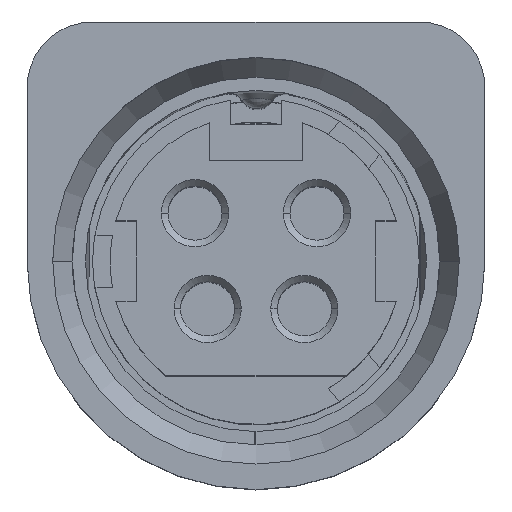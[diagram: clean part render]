
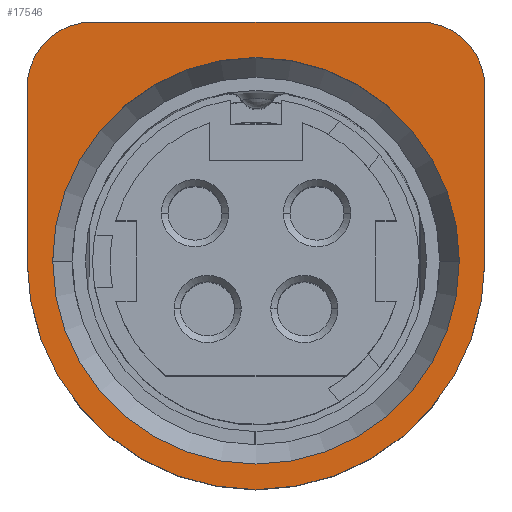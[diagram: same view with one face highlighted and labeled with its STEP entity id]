
A CAD part, top view. The second image highlights one B-rep face of the part: STEP entity #17546.
In plain terms, the highlighted planar face has unit normal (0, 0, 1).
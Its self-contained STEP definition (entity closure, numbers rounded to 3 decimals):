
#274 = CARTESIAN_POINT ( 'NONE',  ( 6.2, 0., 0. ) ) ;
#703 = EDGE_CURVE ( 'NONE', #3760, #15087, #1881, .T. ) ;
#1414 = ORIENTED_EDGE ( 'NONE', *, *, #25438, .F. ) ;
#1552 = DIRECTION ( 'NONE',  ( 1., 0., 0. ) ) ;
#1881 = CIRCLE ( 'NONE', #16603, 6.2 ) ;
#1923 = EDGE_CURVE ( 'NONE', #15087, #3760, #8430, .T. ) ;
#3198 = DIRECTION ( 'NONE',  ( 0., 0., 1. ) ) ;
#3564 = ORIENTED_EDGE ( 'NONE', *, *, #703, .F. ) ;
#3574 = DIRECTION ( 'NONE',  ( 0., 0., -1. ) ) ;
#3730 = DIRECTION ( 'NONE',  ( 1., 0., 0. ) ) ;
#3756 = ORIENTED_EDGE ( 'NONE', *, *, #16517, .F. ) ;
#3760 = VERTEX_POINT ( 'NONE', #4081 ) ;
#4081 = CARTESIAN_POINT ( 'NONE',  ( -6.2, 0., 0. ) ) ;
#4311 = EDGE_LOOP ( 'NONE', ( #20943, #3564 ) ) ;
#5355 = CARTESIAN_POINT ( 'NONE',  ( 6.98, 0., 0. ) ) ;
#6435 = CIRCLE ( 'NONE', #16519, 2. ) ;
#6465 = CARTESIAN_POINT ( 'NONE',  ( 6.98, 5.28, 0. ) ) ;
#6890 = AXIS2_PLACEMENT_3D ( 'NONE', #7209, #20791, #14968 ) ;
#6956 = DIRECTION ( 'NONE',  ( 1., 0., 0. ) ) ;
#7077 = DIRECTION ( 'NONE',  ( 0., 0., 1. ) ) ;
#7209 = CARTESIAN_POINT ( 'NONE',  ( -4.98, 5.28, 0. ) ) ;
#7357 = CARTESIAN_POINT ( 'NONE',  ( 4.98, 7.28, 0. ) ) ;
#7411 = FACE_BOUND ( 'NONE', #4311, .T. ) ;
#7428 = AXIS2_PLACEMENT_3D ( 'NONE', #21872, #11715, #21612 ) ;
#8430 = CIRCLE ( 'NONE', #11388, 6.2 ) ;
#8878 = ORIENTED_EDGE ( 'NONE', *, *, #12068, .F. ) ;
#8904 = CARTESIAN_POINT ( 'NONE',  ( 0., 0., 0. ) ) ;
#9454 = LINE ( 'NONE', #7357, #14812 ) ;
#9656 = CARTESIAN_POINT ( 'NONE',  ( -4.98, 7.28, 0. ) ) ;
#9884 = CARTESIAN_POINT ( 'NONE',  ( -6.98, 0., 0. ) ) ;
#10010 = VERTEX_POINT ( 'NONE', #5355 ) ;
#10426 = ORIENTED_EDGE ( 'NONE', *, *, #12066, .F. ) ;
#11020 = CARTESIAN_POINT ( 'NONE',  ( 0., 0., 0. ) ) ;
#11229 = CARTESIAN_POINT ( 'NONE',  ( 4.98, 5.28, 0. ) ) ;
#11388 = AXIS2_PLACEMENT_3D ( 'NONE', #8904, #7077, #6956 ) ;
#11715 = DIRECTION ( 'NONE',  ( 0., 0., -1. ) ) ;
#11987 = DIRECTION ( 'NONE',  ( 0., 1., 0. ) ) ;
#12066 = EDGE_CURVE ( 'NONE', #10010, #15821, #24311, .T. ) ;
#12068 = EDGE_CURVE ( 'NONE', #21628, #10010, #13692, .T. ) ;
#12936 = EDGE_LOOP ( 'NONE', ( #13859, #25451, #1414, #3756, #10426, #8878 ) ) ;
#13564 = LINE ( 'NONE', #9884, #23505 ) ;
#13692 = LINE ( 'NONE', #19754, #20910 ) ;
#13859 = ORIENTED_EDGE ( 'NONE', *, *, #20459, .F. ) ;
#14360 = VERTEX_POINT ( 'NONE', #9656 ) ;
#14704 = DIRECTION ( 'NONE',  ( 0., 0., 1. ) ) ;
#14812 = VECTOR ( 'NONE', #1552, 1000. ) ;
#14968 = DIRECTION ( 'NONE',  ( 1., 0., 0. ) ) ;
#15087 = VERTEX_POINT ( 'NONE', #274 ) ;
#15497 = DIRECTION ( 'NONE',  ( 0., -1., 0. ) ) ;
#15821 = VERTEX_POINT ( 'NONE', #20762 ) ;
#16517 = EDGE_CURVE ( 'NONE', #15821, #25682, #13564, .T. ) ;
#16519 = AXIS2_PLACEMENT_3D ( 'NONE', #25744, #3574, #21890 ) ;
#16603 = AXIS2_PLACEMENT_3D ( 'NONE', #11020, #14704, #22779 ) ;
#16720 = CARTESIAN_POINT ( 'NONE',  ( 4.98, 7.28, 0. ) ) ;
#17429 = FACE_OUTER_BOUND ( 'NONE', #12936, .T. ) ;
#17546 = ADVANCED_FACE ( 'NONE', ( #7411, #17429 ), #23260, .T. ) ;
#18871 = VERTEX_POINT ( 'NONE', #16720 ) ;
#19620 = CARTESIAN_POINT ( 'NONE',  ( -6.98, 5.28, 0. ) ) ;
#19754 = CARTESIAN_POINT ( 'NONE',  ( 6.98, 0., 0. ) ) ;
#20459 = EDGE_CURVE ( 'NONE', #18871, #21628, #6435, .T. ) ;
#20762 = CARTESIAN_POINT ( 'NONE',  ( -6.98, 0., 0. ) ) ;
#20791 = DIRECTION ( 'NONE',  ( 0., 0., -1. ) ) ;
#20876 = EDGE_CURVE ( 'NONE', #14360, #18871, #9454, .T. ) ;
#20910 = VECTOR ( 'NONE', #15497, 1000. ) ;
#20943 = ORIENTED_EDGE ( 'NONE', *, *, #1923, .F. ) ;
#21612 = DIRECTION ( 'NONE',  ( -1., 0., 0. ) ) ;
#21628 = VERTEX_POINT ( 'NONE', #6465 ) ;
#21872 = CARTESIAN_POINT ( 'NONE',  ( 0., 0., 0. ) ) ;
#21890 = DIRECTION ( 'NONE',  ( 1., 0., 0. ) ) ;
#22487 = CIRCLE ( 'NONE', #6890, 2. ) ;
#22779 = DIRECTION ( 'NONE',  ( 1., 0., 0. ) ) ;
#23260 = PLANE ( 'NONE',  #24015 ) ;
#23505 = VECTOR ( 'NONE', #11987, 1000. ) ;
#24015 = AXIS2_PLACEMENT_3D ( 'NONE', #11229, #3198, #3730 ) ;
#24311 = CIRCLE ( 'NONE', #7428, 6.98 ) ;
#25438 = EDGE_CURVE ( 'NONE', #25682, #14360, #22487, .T. ) ;
#25451 = ORIENTED_EDGE ( 'NONE', *, *, #20876, .F. ) ;
#25682 = VERTEX_POINT ( 'NONE', #19620 ) ;
#25744 = CARTESIAN_POINT ( 'NONE',  ( 4.98, 5.28, 0. ) ) ;
